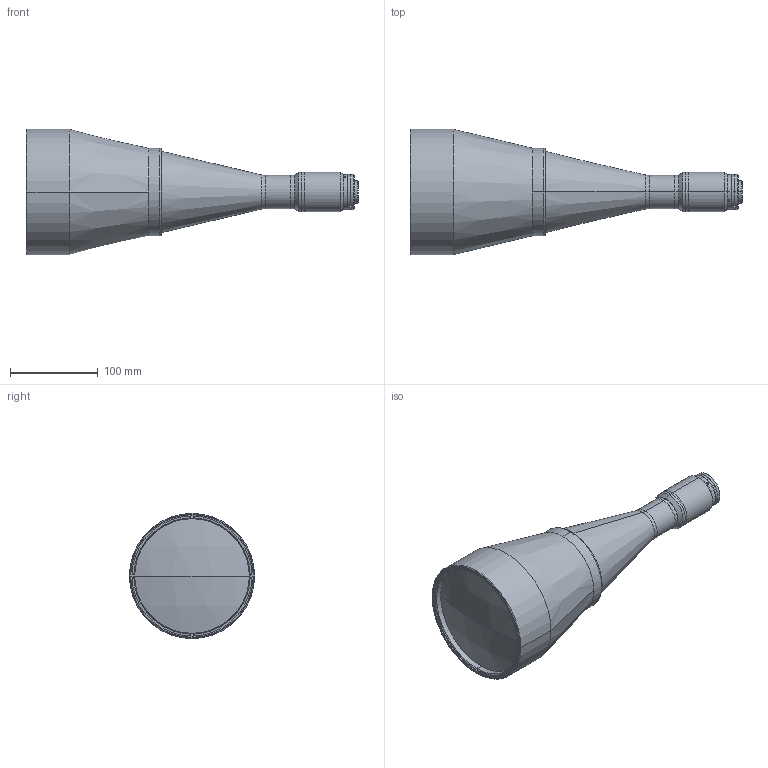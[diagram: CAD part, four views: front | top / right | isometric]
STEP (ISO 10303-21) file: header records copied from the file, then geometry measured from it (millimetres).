
FILE_DESCRIPTION (( 'STEP AP203' ), '1' );
FILE_NAME ('DP32119-A_TC4MHRP096-C.step', '2022-06-13T09:26:37', ( '' ), ( '' ), 'SwSTEP 2.0', 'SolidWorks 2021', '' );
FILE_SCHEMA (( 'CONFIG_CONTROL_DESIGN' ));
Length unit declared in the file: millimetre
Products named in the file (1): DP32119-A_TC4MHRP096-C
Bounding box: 379.15 x 143 x 143 mm (x, y, z)
Surface area: 136128.7 mm2 (no closed solid volume)
Topology: 0 solids, 14 shells, 85 faces, 224 edges, 153 vertices
Faces by surface type: cylinder 38, plane 21, cone 18, torus 6, sphere 2
Entity records: 2946 total; most frequent: CARTESIAN_POINT 697, DIRECTION 510, ORIENTED_EDGE 370, EDGE_CURVE 224, AXIS2_PLACEMENT_3D 216, VERTEX_POINT 153, CIRCLE 130, EDGE_LOOP 105
